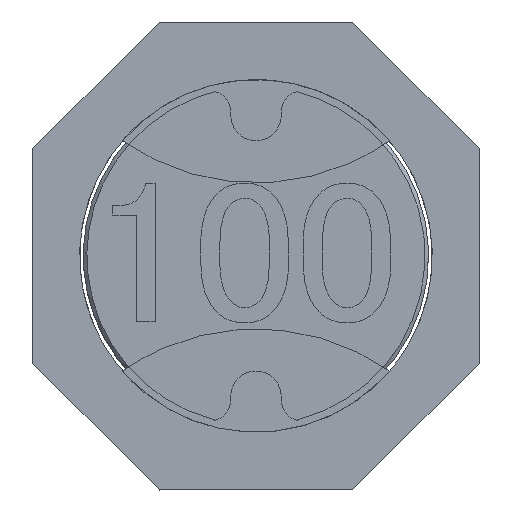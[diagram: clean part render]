
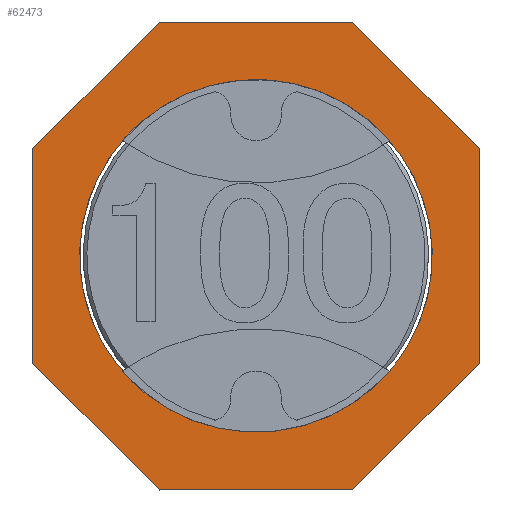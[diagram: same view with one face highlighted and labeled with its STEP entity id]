
A CAD part, top view. The second image highlights one B-rep face of the part: STEP entity #62473.
In plain terms, the highlighted free-form (B-spline) face has degree [1, 1] with [2, 2] control points.
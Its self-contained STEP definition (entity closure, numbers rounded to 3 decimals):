
#62396=CARTESIAN_POINT('',(-5.056,0.,0.));
#62397=CARTESIAN_POINT('',(0.,5.056,0.));
#62398=CARTESIAN_POINT('',(0.,-5.056,0.));
#62399=CARTESIAN_POINT('',(5.056,0.,0.));
#62400=B_SPLINE_SURFACE_WITH_KNOTS('',1,1,((#62396,#62397),(#62398,#62399)),.PLANE_SURF.,.F.,.F.,.U.,(2,2),(2,2),(0.,1.),(0.,1.),.UNSPECIFIED.);
#62401=CARTESIAN_POINT('',(3.1,-1.496,0.));
#62402=VERTEX_POINT('',#62401);
#62403=CARTESIAN_POINT('',(3.1,1.496,0.));
#62404=VERTEX_POINT('',#62403);
#62405=CARTESIAN_POINT('',(3.1,-1.496,0.));
#62406=CARTESIAN_POINT('',(3.1,1.496,0.));
#62407=B_SPLINE_CURVE_WITH_KNOTS('',1,(#62405,#62406),.POLYLINE_FORM.,.F.,.U.,(2,2),(0.,1.),.UNSPECIFIED.);
#62408=EDGE_CURVE('',#62402,#62404,#62407,.T.);
#62409=ORIENTED_EDGE('',*,*,#62408,.T.);
#62410=CARTESIAN_POINT('',(1.346,3.25,0.));
#62411=VERTEX_POINT('',#62410);
#62412=CARTESIAN_POINT('',(3.1,1.496,0.));
#62413=CARTESIAN_POINT('',(1.346,3.25,0.));
#62414=B_SPLINE_CURVE_WITH_KNOTS('',1,(#62412,#62413),.POLYLINE_FORM.,.F.,.U.,(2,2),(0.,1.),.UNSPECIFIED.);
#62415=EDGE_CURVE('',#62404,#62411,#62414,.T.);
#62416=ORIENTED_EDGE('',*,*,#62415,.T.);
#62417=CARTESIAN_POINT('',(-1.346,3.25,0.));
#62418=VERTEX_POINT('',#62417);
#62419=CARTESIAN_POINT('',(1.346,3.25,0.));
#62420=CARTESIAN_POINT('',(-1.346,3.25,0.));
#62421=B_SPLINE_CURVE_WITH_KNOTS('',1,(#62419,#62420),.POLYLINE_FORM.,.F.,.U.,(2,2),(0.,1.),.UNSPECIFIED.);
#62422=EDGE_CURVE('',#62411,#62418,#62421,.T.);
#62423=ORIENTED_EDGE('',*,*,#62422,.T.);
#62424=CARTESIAN_POINT('',(-3.1,1.496,0.));
#62425=VERTEX_POINT('',#62424);
#62426=CARTESIAN_POINT('',(-1.346,3.25,0.));
#62427=CARTESIAN_POINT('',(-3.1,1.496,0.));
#62428=B_SPLINE_CURVE_WITH_KNOTS('',1,(#62426,#62427),.POLYLINE_FORM.,.F.,.U.,(2,2),(0.,1.),.UNSPECIFIED.);
#62429=EDGE_CURVE('',#62418,#62425,#62428,.T.);
#62430=ORIENTED_EDGE('',*,*,#62429,.T.);
#62431=CARTESIAN_POINT('',(-3.1,-1.496,0.));
#62432=VERTEX_POINT('',#62431);
#62433=CARTESIAN_POINT('',(-3.1,1.496,0.));
#62434=CARTESIAN_POINT('',(-3.1,-1.496,0.));
#62435=B_SPLINE_CURVE_WITH_KNOTS('',1,(#62433,#62434),.POLYLINE_FORM.,.F.,.U.,(2,2),(0.,1.),.UNSPECIFIED.);
#62436=EDGE_CURVE('',#62425,#62432,#62435,.T.);
#62437=ORIENTED_EDGE('',*,*,#62436,.T.);
#62438=CARTESIAN_POINT('',(-1.346,-3.25,0.));
#62439=VERTEX_POINT('',#62438);
#62440=CARTESIAN_POINT('',(-3.1,-1.496,0.));
#62441=CARTESIAN_POINT('',(-1.346,-3.25,0.));
#62442=B_SPLINE_CURVE_WITH_KNOTS('',1,(#62440,#62441),.POLYLINE_FORM.,.F.,.U.,(2,2),(0.,1.),.UNSPECIFIED.);
#62443=EDGE_CURVE('',#62432,#62439,#62442,.T.);
#62444=ORIENTED_EDGE('',*,*,#62443,.T.);
#62445=CARTESIAN_POINT('',(1.346,-3.25,0.));
#62446=VERTEX_POINT('',#62445);
#62447=CARTESIAN_POINT('',(-1.346,-3.25,0.));
#62448=CARTESIAN_POINT('',(1.346,-3.25,0.));
#62449=B_SPLINE_CURVE_WITH_KNOTS('',1,(#62447,#62448),.POLYLINE_FORM.,.F.,.U.,(2,2),(0.,1.),.UNSPECIFIED.);
#62450=EDGE_CURVE('',#62439,#62446,#62449,.T.);
#62451=ORIENTED_EDGE('',*,*,#62450,.T.);
#62452=CARTESIAN_POINT('',(1.346,-3.25,0.));
#62453=CARTESIAN_POINT('',(3.1,-1.496,0.));
#62454=B_SPLINE_CURVE_WITH_KNOTS('',1,(#62452,#62453),.POLYLINE_FORM.,.F.,.U.,(2,2),(0.,1.),.UNSPECIFIED.);
#62455=EDGE_CURVE('',#62446,#62402,#62454,.T.);
#62456=ORIENTED_EDGE('',*,*,#62455,.T.);
#62457=EDGE_LOOP('',(#62409,#62416,#62423,#62430,#62437,#62444,#62451,#62456));
#62458=FACE_OUTER_BOUND('',#62457,.T.);
#62459=CARTESIAN_POINT('',(1.732,-1.732,0.));
#62460=VERTEX_POINT('',#62459);
#62461=CARTESIAN_POINT('',(1.732,-1.732,0.));
#62462=CARTESIAN_POINT('',(-1.268,-4.733,0.));
#62463=CARTESIAN_POINT('',(-2.367,-0.634,0.));
#62464=CARTESIAN_POINT('',(-3.465,3.465,0.));
#62465=CARTESIAN_POINT('',(0.634,2.367,0.));
#62466=CARTESIAN_POINT('',(4.733,1.268,0.));
#62467=CARTESIAN_POINT('',(1.732,-1.732,0.));
#62468=(BOUNDED_CURVE()B_SPLINE_CURVE(2,(#62461,#62462,#62463,#62464,#62465,#62466,#62467),.CIRCULAR_ARC.,.T.,.U.)B_SPLINE_CURVE_WITH_KNOTS((3,2,2,3),(0.,0.333,0.667,1.),.UNSPECIFIED.)CURVE()GEOMETRIC_REPRESENTATION_ITEM()RATIONAL_B_SPLINE_CURVE((1.,0.5,1.,0.5,1.,0.5,1.))REPRESENTATION_ITEM(''));
#62469=EDGE_CURVE('',#62460,#62460,#62468,.T.);
#62470=ORIENTED_EDGE('',*,*,#62469,.T.);
#62471=EDGE_LOOP('',(#62470));
#62472=FACE_BOUND('',#62471,.T.);
#62473=ADVANCED_FACE('',(#62458,#62472),#62400,.T.);
